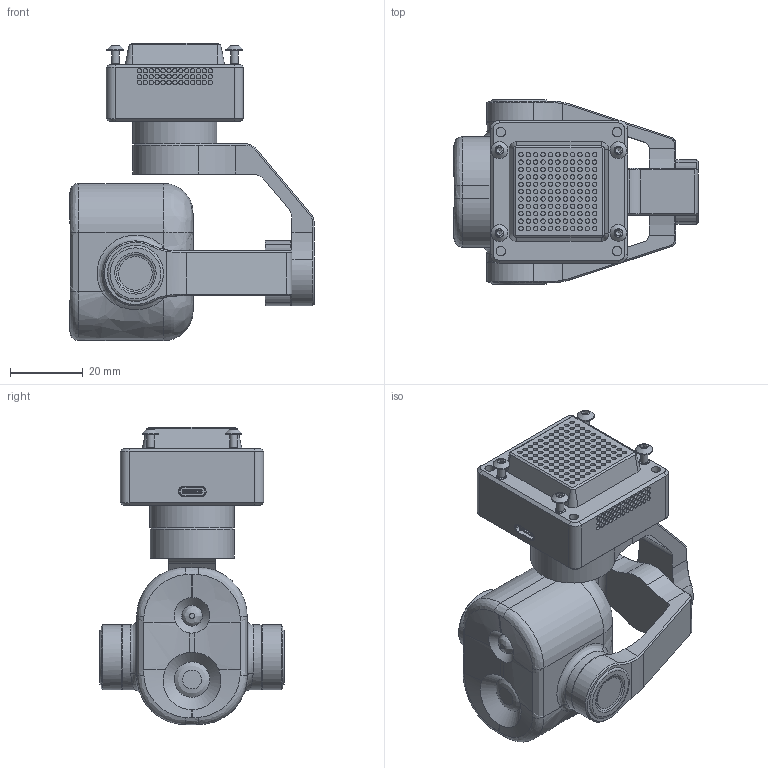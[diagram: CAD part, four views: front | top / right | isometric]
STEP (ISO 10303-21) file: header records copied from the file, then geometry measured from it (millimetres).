
FILE_DESCRIPTION(('FreeCAD Model'),'2;1');
FILE_NAME('Open CASCADE Shape Model','2025-04-27T10:11:45',('FreeCAD'),( 'FreeCAD'),'Open CASCADE STEP processor 7.6','FreeCAD','Unknown');
FILE_SCHEMA(('AUTOMOTIVE_DESIGN { 1 0 10303 214 1 1 1 1 }'));
Products named in the file (1): Open CASCADE STEP translator 7.6 1
Bounding box: 67.28 x 50.93 x 81.88 mm (x, y, z)
Volume: 84908.4 mm3; surface area: 25057.2 mm2
Topology: 12 solids, 12 shells, 2720 faces, 7175 edges, 4726 vertices
Faces by surface type: bspline 2720
Entity records: 81890 total; most frequent: CARTESIAN_POINT 42131, ORIENTED_EDGE 14342, EDGE_CURVE 7171, VERTEX_POINT 4726, B_SPLINE_CURVE_WITH_KNOTS 3723, FACE_BOUND 3029, EDGE_LOOP 3029, ADVANCED_FACE 2720
